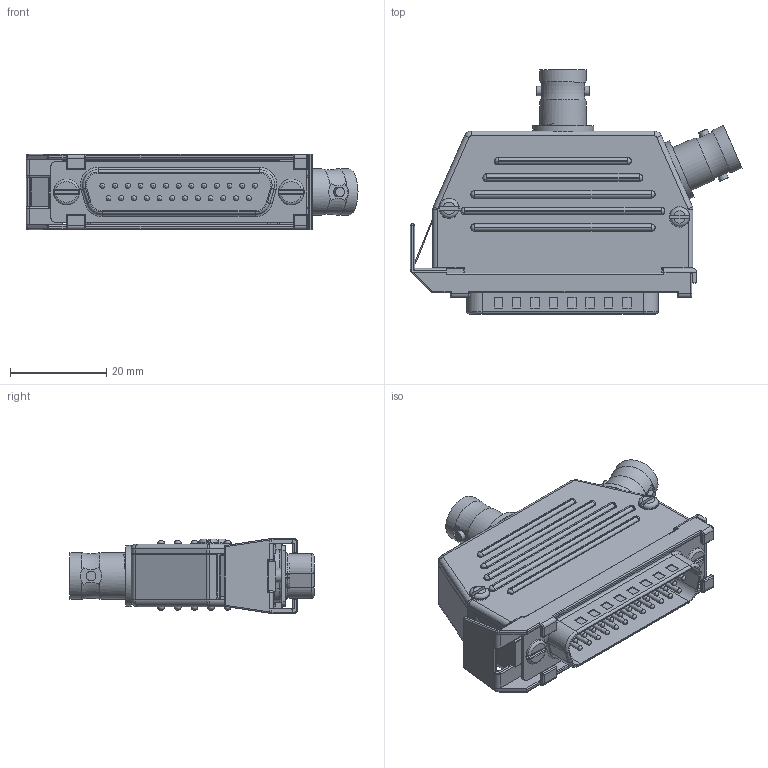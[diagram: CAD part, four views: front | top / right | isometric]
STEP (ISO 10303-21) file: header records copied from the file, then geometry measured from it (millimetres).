
FILE_DESCRIPTION(/* description */ (''),/* implementation_level */ '2;1');
FILE_NAME(/* name */ 'CMX2105.stp',/* time_stamp */ '2017-05-08T12:00:22-04:00',/* author */ ('aneininger'),/* organization */ (''),/* preprocessor_version */ 'ST-DEVELOPER v16.5',/* originating_system */ 'Autodesk Inventor 2017',/* authorisation */ '');
FILE_SCHEMA (('AUTOMOTIVE_DESIGN { 1 0 10303 214 3 1 1 }'));
Length unit declared in the file: inch
Products named in the file (1): CMX2105
Bounding box: 68.9 x 50.64 x 15.62 mm (x, y, z)
Volume: 23029.1 mm3; surface area: 11739.1 mm2
Topology: 1 solids, 4 shells, 923 faces, 2275 edges, 1327 vertices
Faces by surface type: cylinder 376, plane 312, torus 82, sphere 77, bspline 70, cone 6
Full cylindrical faces by diameter (mm): 1.016 x25, 1.422 x2, 1.956 x4, 2.032 x2, 2.095 x2, 2.349 x2, 2.616 x2, 2.845 x2, 4.064 x2, 4.572 x2, 8.255 x2, 9.652 x4, 12.7 x2
Entity records: 28268 total; most frequent: CARTESIAN_POINT 6615, DIRECTION 4510, ORIENTED_EDGE 4106, EDGE_CURVE 2051, AXIS2_PLACEMENT_3D 1758, VERTEX_POINT 1262, EDGE_LOOP 1070, LINE 994
